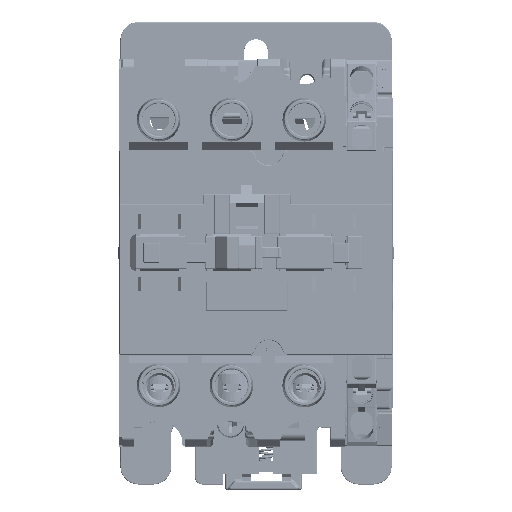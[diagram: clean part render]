
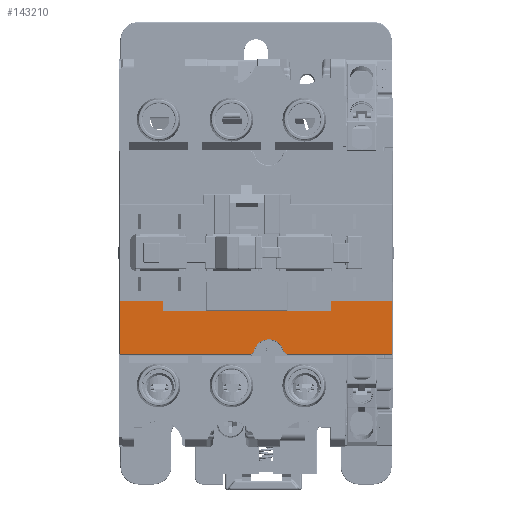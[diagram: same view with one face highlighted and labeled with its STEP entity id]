
A CAD part, top view. The second image highlights one B-rep face of the part: STEP entity #143210.
In plain terms, the highlighted planar face has unit normal (0, 0, 1).
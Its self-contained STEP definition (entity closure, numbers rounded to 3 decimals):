
#11070=DIRECTION('',(1.,0.,0.));
#11071=VECTOR('',#11070,28.585);
#11072=CARTESIAN_POINT('',(8.715,-27.8,104.));
#11073=LINE('',#11072,#11071);
#11088=DIRECTION('',(1.,0.,0.));
#11089=VECTOR('',#11088,11.8);
#11090=CARTESIAN_POINT('',(-37.3,-11.768,104.));
#11091=LINE('',#11090,#11089);
#11092=DIRECTION('',(0.,-1.,0.));
#11093=VECTOR('',#11092,4.232);
#11094=CARTESIAN_POINT('',(-25.5,-11.768,104.));
#11095=LINE('',#11094,#11093);
#11096=DIRECTION('',(0.,-1.,0.));
#11097=VECTOR('',#11096,4.232);
#11098=CARTESIAN_POINT('',(20.5,-11.768,104.));
#11099=LINE('',#11098,#11097);
#11100=DIRECTION('',(1.,0.,0.));
#11101=VECTOR('',#11100,16.8);
#11102=CARTESIAN_POINT('',(20.5,-11.768,104.));
#11103=LINE('',#11102,#11101);
#11104=DIRECTION('',(0.,1.,0.));
#11105=VECTOR('',#11104,16.032);
#11106=CARTESIAN_POINT('',(37.3,-27.8,104.));
#11107=LINE('',#11106,#11105);
#27208=CARTESIAN_POINT('',(-1.715,-26.6,104.));
#27209=DIRECTION('',(0.,0.,1.));
#27210=DIRECTION('',(0.,-1.,0.));
#27211=AXIS2_PLACEMENT_3D('',#27208,#27209,#27210);
#27223=CARTESIAN_POINT('',(3.5,-28.,104.));
#27224=DIRECTION('',(0.,0.,-1.));
#27225=DIRECTION('',(-0.966,0.259,0.));
#27226=AXIS2_PLACEMENT_3D('',#27223,#27224,#27225);
#27238=CARTESIAN_POINT('',(8.715,-26.6,104.));
#27239=DIRECTION('',(0.,0.,1.));
#27240=DIRECTION('',(-0.966,-0.259,0.));
#27241=AXIS2_PLACEMENT_3D('',#27238,#27239,#27240);
#59107=DIRECTION('',(0.,-1.,0.));
#59108=VECTOR('',#59107,16.032);
#59109=CARTESIAN_POINT('',(-37.3,-11.768,104.));
#59110=LINE('',#59109,#59108);
#60477=DIRECTION('',(-1.,0.,0.));
#60478=VECTOR('',#60477,46.);
#60479=CARTESIAN_POINT('',(20.5,-16.,104.));
#60480=LINE('',#60479,#60478);
#61573=DIRECTION('',(1.,0.,0.));
#61574=VECTOR('',#61573,35.585);
#61575=CARTESIAN_POINT('',(-37.3,-27.8,104.));
#61576=LINE('',#61575,#61574);
#117850=CARTESIAN_POINT('',(20.5,-11.768,104.));
#117851=CARTESIAN_POINT('',(20.5,-16.,104.));
#117852=VERTEX_POINT('',#117850);
#117853=VERTEX_POINT('',#117851);
#117854=CARTESIAN_POINT('',(-25.5,-11.768,104.));
#117855=CARTESIAN_POINT('',(-25.5,-16.,104.));
#117856=VERTEX_POINT('',#117854);
#117857=VERTEX_POINT('',#117855);
#120543=CARTESIAN_POINT('',(8.715,-27.8,104.));
#120544=CARTESIAN_POINT('',(37.3,-27.8,104.));
#120545=VERTEX_POINT('',#120543);
#120546=VERTEX_POINT('',#120544);
#120549=CARTESIAN_POINT('',(7.556,-26.911,104.));
#120550=VERTEX_POINT('',#120549);
#120553=CARTESIAN_POINT('',(-0.556,-26.911,104.));
#120554=VERTEX_POINT('',#120553);
#120557=CARTESIAN_POINT('',(-1.715,-27.8,104.));
#120558=VERTEX_POINT('',#120557);
#120561=CARTESIAN_POINT('',(-37.3,-27.8,104.));
#120562=VERTEX_POINT('',#120561);
#120617=CARTESIAN_POINT('',(-37.3,-11.768,104.));
#120618=VERTEX_POINT('',#120617);
#120629=CARTESIAN_POINT('',(37.3,-11.768,104.));
#120630=VERTEX_POINT('',#120629);
#143180=CARTESIAN_POINT('',(-37.5,0.,104.));
#143181=DIRECTION('',(0.,0.,-1.));
#143182=DIRECTION('',(1.,0.,0.));
#143183=AXIS2_PLACEMENT_3D('',#143180,#143181,#143182);
#143184=PLANE('',#143183);
#143186=ORIENTED_EDGE('',*,*,#143185,.F.);
#143187=ORIENTED_EDGE('',*,*,#143164,.F.);
#143189=ORIENTED_EDGE('',*,*,#143188,.F.);
#143191=ORIENTED_EDGE('',*,*,#143190,.F.);
#143193=ORIENTED_EDGE('',*,*,#143192,.F.);
#143195=ORIENTED_EDGE('',*,*,#143194,.F.);
#143197=ORIENTED_EDGE('',*,*,#143196,.F.);
#143199=ORIENTED_EDGE('',*,*,#143198,.T.);
#143201=ORIENTED_EDGE('',*,*,#143200,.T.);
#143203=ORIENTED_EDGE('',*,*,#143202,.F.);
#143205=ORIENTED_EDGE('',*,*,#143204,.F.);
#143207=ORIENTED_EDGE('',*,*,#143206,.T.);
#143208=EDGE_LOOP('',(#143186,#143187,#143189,#143191,#143193,#143195,#143197,
#143199,#143201,#143203,#143205,#143207));
#143209=FACE_OUTER_BOUND('',#143208,.F.);
#143210=ADVANCED_FACE('',(#143209),#143184,.F.);
#27212=CIRCLE('',#27211,1.2);
#27227=CIRCLE('',#27226,4.2);
#27242=CIRCLE('',#27241,1.2);
#143164=EDGE_CURVE('',#120545,#120546,#11073,.T.);
#143185=EDGE_CURVE('',#120546,#120630,#11107,.T.);
#143188=EDGE_CURVE('',#120550,#120545,#27242,.T.);
#143190=EDGE_CURVE('',#120554,#120550,#27227,.T.);
#143192=EDGE_CURVE('',#120558,#120554,#27212,.T.);
#143194=EDGE_CURVE('',#120562,#120558,#61576,.T.);
#143196=EDGE_CURVE('',#120618,#120562,#59110,.T.);
#143198=EDGE_CURVE('',#120618,#117856,#11091,.T.);
#143200=EDGE_CURVE('',#117856,#117857,#11095,.T.);
#143202=EDGE_CURVE('',#117853,#117857,#60480,.T.);
#143204=EDGE_CURVE('',#117852,#117853,#11099,.T.);
#143206=EDGE_CURVE('',#117852,#120630,#11103,.T.);
